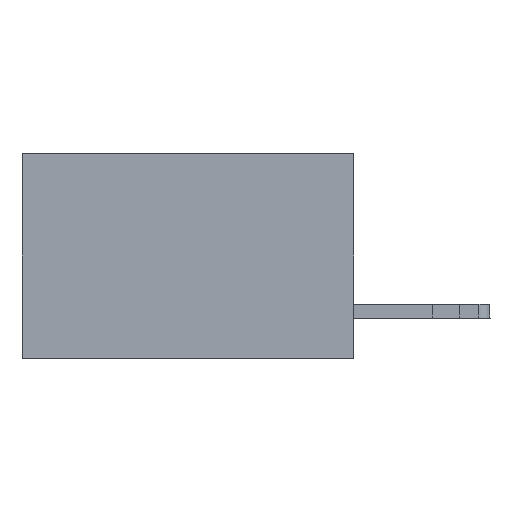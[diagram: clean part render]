
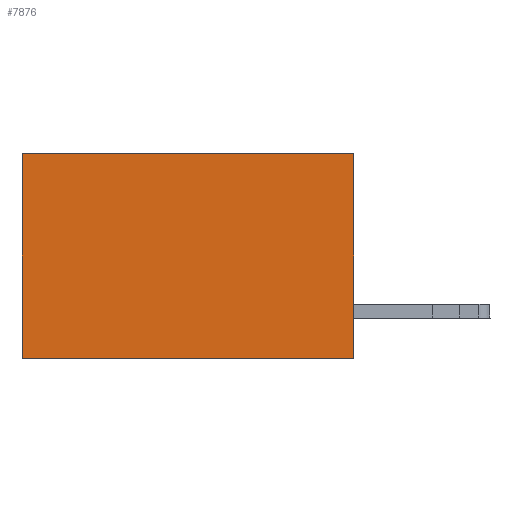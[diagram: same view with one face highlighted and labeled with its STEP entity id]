
A CAD part, left-side view. The second image highlights one B-rep face of the part: STEP entity #7876.
In plain terms, the highlighted planar face has unit normal (-1, 0, 0).
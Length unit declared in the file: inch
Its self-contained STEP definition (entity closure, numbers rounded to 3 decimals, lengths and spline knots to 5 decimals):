
#396 = DIRECTION ( 'NONE',  ( 0., 1., 0. ) ) ;
#2218 = EDGE_CURVE ( 'NONE', #19159, #16918, #5752, .T. ) ;
#4742 = LINE ( 'NONE', #27400, #19208 ) ;
#5176 = CARTESIAN_POINT ( 'NONE',  ( 0.2875, 0., -0.37 ) ) ;
#5307 = CARTESIAN_POINT ( 'NONE',  ( 0.2875, 0.6, -0.37 ) ) ;
#5752 = LINE ( 'NONE', #9341, #7883 ) ;
#5960 = EDGE_CURVE ( 'NONE', #16498, #20079, #4742, .T. ) ;
#6107 = AXIS2_PLACEMENT_3D ( 'NONE', #16246, #24484, #32431 ) ;
#6232 = LINE ( 'NONE', #27220, #26220 ) ;
#6908 = CARTESIAN_POINT ( 'NONE',  ( 0.2875, 0.6, 0. ) ) ;
#6909 = DIRECTION ( 'NONE',  ( 0., 0., -1. ) ) ;
#7876 = ADVANCED_FACE ( 'NONE', ( #9728 ), #8437, .F. ) ;
#7883 = VECTOR ( 'NONE', #6909, 39.37008 ) ;
#8233 = ORIENTED_EDGE ( 'NONE', *, *, #27587, .F. ) ;
#8437 = PLANE ( 'NONE',  #6107 ) ;
#9341 = CARTESIAN_POINT ( 'NONE',  ( 0.2875, 0.6, 0. ) ) ;
#9728 = FACE_OUTER_BOUND ( 'NONE', #18013, .T. ) ;
#13105 = ORIENTED_EDGE ( 'NONE', *, *, #2218, .T. ) ;
#14466 = CARTESIAN_POINT ( 'NONE',  ( 0.2875, 0., 0. ) ) ;
#16246 = CARTESIAN_POINT ( 'NONE',  ( 0.2875, 0., 0. ) ) ;
#16498 = VERTEX_POINT ( 'NONE', #29194 ) ;
#16918 = VERTEX_POINT ( 'NONE', #5307 ) ;
#18013 = EDGE_LOOP ( 'NONE', ( #13105, #8233, #29059, #19254 ) ) ;
#19159 = VERTEX_POINT ( 'NONE', #6908 ) ;
#19208 = VECTOR ( 'NONE', #26601, 39.37008 ) ;
#19254 = ORIENTED_EDGE ( 'NONE', *, *, #32913, .T. ) ;
#20079 = VERTEX_POINT ( 'NONE', #5176 ) ;
#23207 = LINE ( 'NONE', #14466, #32684 ) ;
#24484 = DIRECTION ( 'NONE',  ( 1., 0., 0. ) ) ;
#26220 = VECTOR ( 'NONE', #396, 39.37008 ) ;
#26601 = DIRECTION ( 'NONE',  ( 0., 0., -1. ) ) ;
#27206 = DIRECTION ( 'NONE',  ( 0., 1., 0. ) ) ;
#27220 = CARTESIAN_POINT ( 'NONE',  ( 0.2875, 0., -0.37 ) ) ;
#27400 = CARTESIAN_POINT ( 'NONE',  ( 0.2875, 0., 0. ) ) ;
#27587 = EDGE_CURVE ( 'NONE', #20079, #16918, #6232, .T. ) ;
#29059 = ORIENTED_EDGE ( 'NONE', *, *, #5960, .F. ) ;
#29194 = CARTESIAN_POINT ( 'NONE',  ( 0.2875, 0., 0. ) ) ;
#32431 = DIRECTION ( 'NONE',  ( 0., 0., -1. ) ) ;
#32684 = VECTOR ( 'NONE', #27206, 39.37008 ) ;
#32913 = EDGE_CURVE ( 'NONE', #16498, #19159, #23207, .T. ) ;
